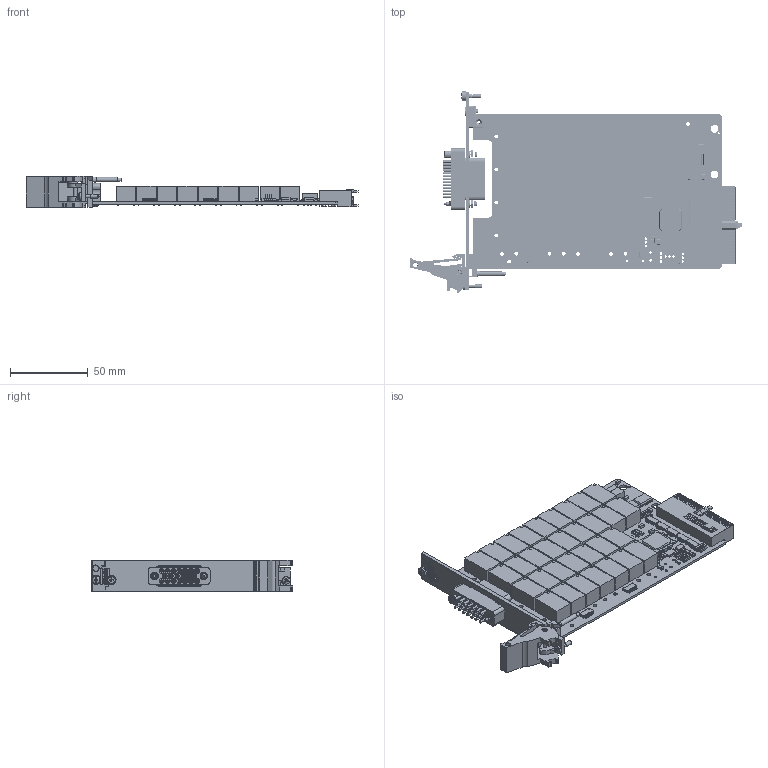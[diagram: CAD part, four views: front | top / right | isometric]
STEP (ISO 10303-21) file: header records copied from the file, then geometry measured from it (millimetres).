
FILE_DESCRIPTION (( 'STEP AP214' ), '1' );
FILE_NAME ('40-551-001.STEP', '2013-08-30T09:13:32', ( 'admin' ), ( '' ), 'SwSTEP 2.0', 'SolidWorks 2012', '' );
FILE_SCHEMA (( 'AUTOMOTIVE_DESIGN' ));
Length unit declared in the file: millimetre
Products named in the file (1): 40-551-001
Bounding box: 214.01 x 129.67 x 20 mm (x, y, z)
Surface area: 92152.4 mm2 (no closed solid volume)
Topology: 0 solids, 684 shells, 3513 faces, 13964 edges, 10684 vertices
Faces by surface type: plane 2377, cylinder 1009, cone 52, torus 49, bspline 16, sphere 10
Full cylindrical faces by diameter (mm): 0.4 x8, 0.6 x302, 1 x1, 1.3 x5, 1.35 x8, 1.496 x2, 1.5 x22, 1.524 x9, 1.6 x2, 1.7 x131, 2 x5, 2.05 x1, 2.4 x13, 2.5 x4, 2.6 x2, 2.7 x1, 2.8 x1, 2.951 x1, 3 x3, 3.15 x20, 3.2 x20, 3.665 x1, 3.75 x1, 4.35 x1, 4.7 x1, 4.75 x1, 5 x7, 5.2 x2, 5.3 x1, 5.9 x1
Entity records: 186589 total; most frequent: CARTESIAN_POINT 38692, DIRECTION 22135, ORIENTED_EDGE 17730, EDGE_CURVE 12975, VERTEX_POINT 10350, LINE 9229, VECTOR 9229, AXIS2_PLACEMENT_3D 6453
